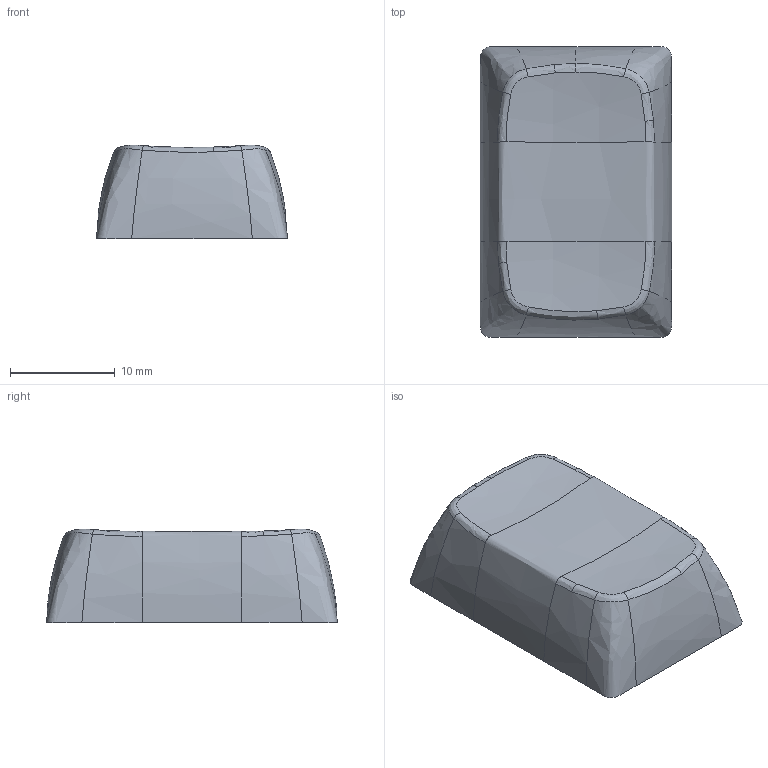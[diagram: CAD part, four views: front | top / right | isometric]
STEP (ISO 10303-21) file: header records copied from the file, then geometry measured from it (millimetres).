
FILE_DESCRIPTION(/* description */ ('','CAx-IF Rec.Pracs.---Representation and Presentation of Product Manufacturing Information (PMI)---4.0---2014-10-13'),/* implementation_level */ '2;1');
FILE_NAME(/* name */ '1.5U_Keycap.step',/* time_stamp */ '2024-11-25T14:38:13-05:00',/* author */ (''),/* organization */ (''),/* preprocessor_version */ 'ST-DEVELOPER v20',/* originating_system */ 'Autodesk Translation Framework v13.20.0.188',/* authorisation */ '');
FILE_SCHEMA (('AP242_MANAGED_MODEL_BASED_3D_ENGINEERING_MIM_LF { 1 0 10303 442 1 1 4 }'));
Length unit declared in the file: millimetre
Products named in the file (1): XDA Keycap updated tolerance
Bounding box: 18.21 x 27.71 x 8.91 mm (x, y, z)
Volume: 1328.8 mm3; surface area: 2263.4 mm2
Topology: 1 solids, 1 shells, 103 faces, 328 edges, 232 vertices
Faces by surface type: bspline 49, cylinder 25, plane 14, torus 9, sphere 6
Full cylindrical faces by diameter (mm): 5.5 x1
Entity records: 11636 total; most frequent: CARTESIAN_POINT 9157, ORIENTED_EDGE 656, EDGE_CURVE 328, DIRECTION 296, VERTEX_POINT 232, B_SPLINE_CURVE_WITH_KNOTS 199, AXIS2_PLACEMENT_3D 114, EDGE_LOOP 108
